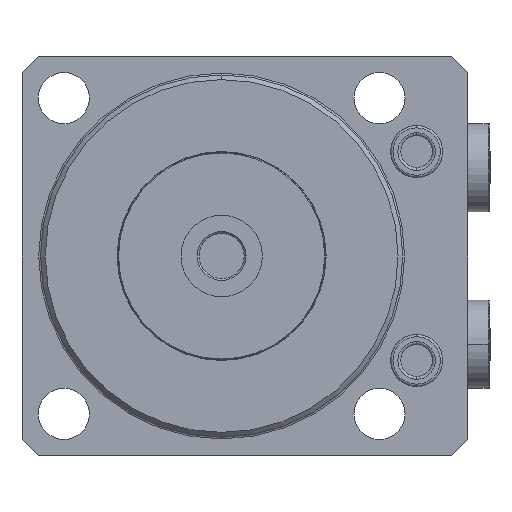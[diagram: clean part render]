
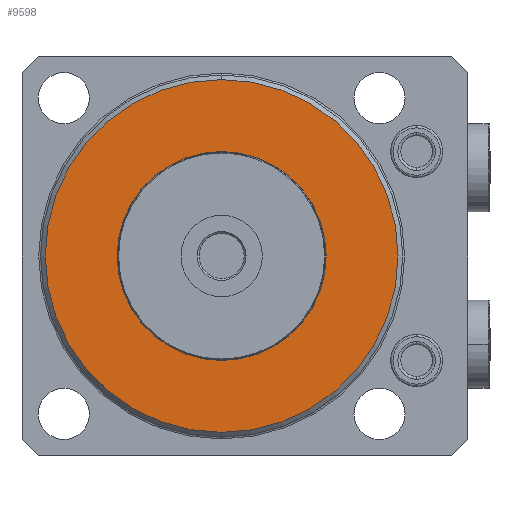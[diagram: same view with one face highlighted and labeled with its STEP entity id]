
A CAD part, front view. The second image highlights one B-rep face of the part: STEP entity #9598.
In plain terms, the highlighted planar face has unit normal (0, -1, 0).
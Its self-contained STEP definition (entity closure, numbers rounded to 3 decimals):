
#88 = CARTESIAN_POINT ( 'NONE',  ( 0., -55., -38. ) ) ;
#92 = CARTESIAN_POINT ( 'NONE',  ( 0., -55., 21.5 ) ) ;
#99 = CARTESIAN_POINT ( 'NONE',  ( 0., -55., 38. ) ) ;
#103 = CARTESIAN_POINT ( 'NONE',  ( 0., -55., -21.5 ) ) ;
#392 = DIRECTION ( 'NONE',  ( 0., 0., 1. ) ) ;
#394 = DIRECTION ( 'NONE',  ( 0., 1., 0. ) ) ;
#396 = PLANE ( 'NONE',  #1601 ) ;
#400 = CARTESIAN_POINT ( 'NONE',  ( 0., -55., 0. ) ) ;
#532 = DIRECTION ( 'NONE',  ( 0., 0., 1. ) ) ;
#534 = CARTESIAN_POINT ( 'NONE',  ( 0., -55., 0. ) ) ;
#535 = DIRECTION ( 'NONE',  ( 0., 1., 0. ) ) ;
#1062 = ORIENTED_EDGE ( 'NONE', *, *, #2393, .T. ) ;
#1063 = ORIENTED_EDGE ( 'NONE', *, *, #10273, .T. ) ;
#1064 = ORIENTED_EDGE ( 'NONE', *, *, #2394, .T. ) ;
#1065 = ORIENTED_EDGE ( 'NONE', *, *, #2163, .T. ) ;
#1601 = AXIS2_PLACEMENT_3D ( 'NONE', #400, #394, #392 ) ;
#1928 = AXIS2_PLACEMENT_3D ( 'NONE', #6394, #6392, #6391 ) ;
#1929 = AXIS2_PLACEMENT_3D ( 'NONE', #6401, #6399, #6398 ) ;
#2031 = AXIS2_PLACEMENT_3D ( 'NONE', #534, #535, #532 ) ;
#2163 = EDGE_CURVE ( 'NONE', #10023, #10017, #8580, .T. ) ;
#2393 = EDGE_CURVE ( 'NONE', #10088, #10094, #5243, .T. ) ;
#2394 = EDGE_CURVE ( 'NONE', #10017, #10023, #5240, .T. ) ;
#4921 = EDGE_LOOP ( 'NONE', ( #1064, #1065 ) ) ;
#5004 = EDGE_LOOP ( 'NONE', ( #1062, #1063 ) ) ;
#5240 = CIRCLE ( 'NONE', #1928, 21.5 ) ;
#5243 = CIRCLE ( 'NONE', #1929, 38. ) ;
#5561 = CIRCLE ( 'NONE', #5570, 38. ) ;
#5570 = AXIS2_PLACEMENT_3D ( 'NONE', #7989, #7987, #7986 ) ;
#6391 = DIRECTION ( 'NONE',  ( 0., 0., 1. ) ) ;
#6392 = DIRECTION ( 'NONE',  ( 0., 1., 0. ) ) ;
#6394 = CARTESIAN_POINT ( 'NONE',  ( 0., -55., 0. ) ) ;
#6398 = DIRECTION ( 'NONE',  ( 0., 0., 1. ) ) ;
#6399 = DIRECTION ( 'NONE',  ( 0., -1., 0. ) ) ;
#6401 = CARTESIAN_POINT ( 'NONE',  ( 0., -55., 0. ) ) ;
#7268 = FACE_BOUND ( 'NONE', #4921, .T. ) ;
#7272 = FACE_OUTER_BOUND ( 'NONE', #5004, .T. ) ;
#7986 = DIRECTION ( 'NONE',  ( 0., 0., 1. ) ) ;
#7987 = DIRECTION ( 'NONE',  ( 0., -1., 0. ) ) ;
#7989 = CARTESIAN_POINT ( 'NONE',  ( 0., -55., 0. ) ) ;
#8580 = CIRCLE ( 'NONE', #2031, 21.5 ) ;
#9598 = ADVANCED_FACE ( 'NONE', ( #7272, #7268 ), #396, .F. ) ;
#10017 = VERTEX_POINT ( 'NONE', #103 ) ;
#10023 = VERTEX_POINT ( 'NONE', #92 ) ;
#10088 = VERTEX_POINT ( 'NONE', #99 ) ;
#10094 = VERTEX_POINT ( 'NONE', #88 ) ;
#10273 = EDGE_CURVE ( 'NONE', #10094, #10088, #5561, .T. ) ;
